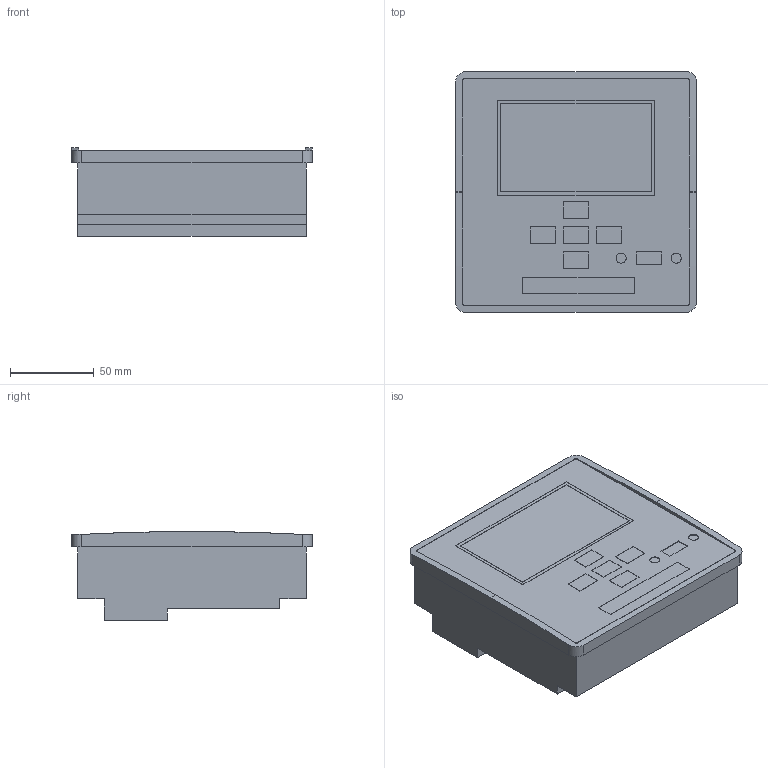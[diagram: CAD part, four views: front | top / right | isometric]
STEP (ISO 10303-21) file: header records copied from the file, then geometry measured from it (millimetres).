
FILE_DESCRIPTION(/* description */ (''),/* implementation_level */ '2;1');
FILE_NAME(/* name */ '3d_8stopni_144X144mm-DCRL8.stp',/* time_stamp */ '2016-03-22T07:11:54+01:00',/* author */ ('Andrzej'),/* organization */ (''),/* preprocessor_version */ 'ST-DEVELOPER v15.5',/* originating_system */ 'AutoCAD Mechanical',/* authorisation */ '');
FILE_SCHEMA (('AUTOMOTIVE_DESIGN { 1 0 10303 214 3 1 1 }'));
Length unit declared in the file: millimetre
Products named in the file (1): Product
Bounding box: 144 x 144 x 53.2 mm (x, y, z)
Volume: 853677.4 mm3; surface area: 106379.2 mm2
Topology: 2 solids, 2 shells, 83 faces, 206 edges, 138 vertices
Faces by surface type: plane 71, cylinder 12
Full cylindrical faces by diameter (mm): 6 x2
Entity records: 2520 total; most frequent: CARTESIAN_POINT 526, ORIENTED_EDGE 404, DIRECTION 382, EDGE_CURVE 202, LINE 174, VECTOR 174, VERTEX_POINT 136, AXIS2_PLACEMENT_3D 104
